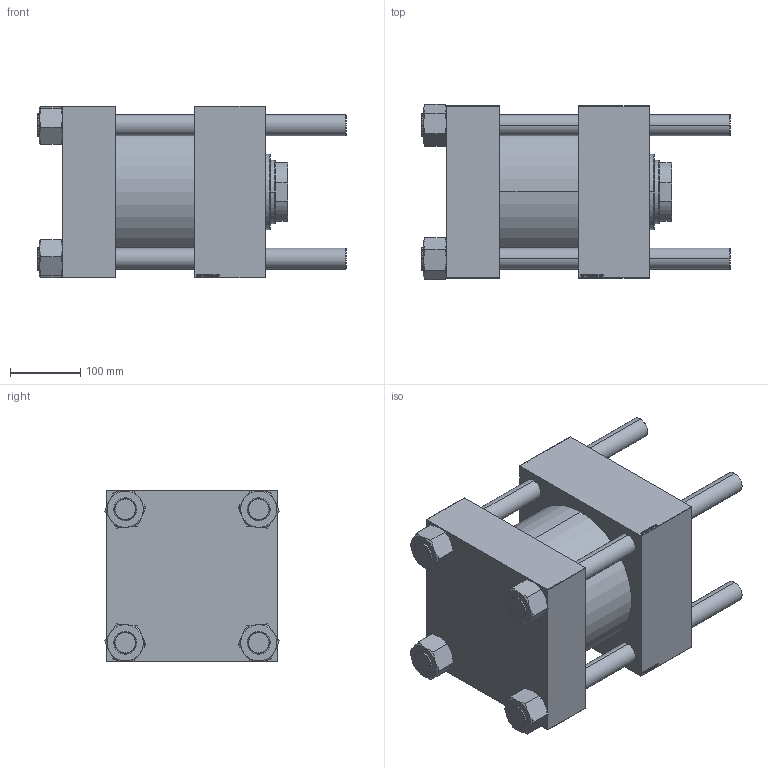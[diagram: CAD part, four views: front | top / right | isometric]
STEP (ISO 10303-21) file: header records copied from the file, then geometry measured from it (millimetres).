
FILE_DESCRIPTION (( 'STEP AP203' ), '1' );
FILE_NAME ('08a3.STEP', '2025-04-15T18:56:13', ( '' ), ( '' ), 'SwSTEP 2.0', 'SolidWorks 2019', '' );
FILE_SCHEMA (( 'CONFIG_CONTROL_DESIGN' ));
Length unit declared in the file: millimetre
Products named in the file (6): V215_VC_A 73c97917bb30352158f5315d978a0564; V215CR_B_TYCINKA 73c97917bb30352158f5315d978a0564; NUT_M5_B 73c97917bb30352158f5315d978a0564; V215CR_B-1 73c97917bb30352158f5315d978a0564; 08a3; V215CR_VCP_B 73c97917bb30352158f5315d978a0564
Assembly tree (11 placements, depth 2):
  08a3
    V215CR_B-1 73c97917bb30352158f5315d978a0564
    V215CR_VCP_B 73c97917bb30352158f5315d978a0564
    NUT_M5_B 73c97917bb30352158f5315d978a0564  x4
    V215CR_B_TYCINKA 73c97917bb30352158f5315d978a0564  x4
    V215_VC_A 73c97917bb30352158f5315d978a0564
Bounding box: 439 x 249.22 x 245 mm (x, y, z)
Volume: 13925143 mm3; surface area: 1125033.7 mm2
Topology: 11 solids, 11 shells, 1206 faces, 3092 edges, 2015 vertices
Faces by surface type: bspline 504, plane 479, cone 136, cylinder 79, torus 8
Entity records: 57262 total; most frequent: CARTESIAN_POINT 34112, ORIENTED_EDGE 5448, DIRECTION 2996, EDGE_CURVE 2724, VERTEX_POINT 1793, LINE 1466, VECTOR 1466, EDGE_LOOP 1175
